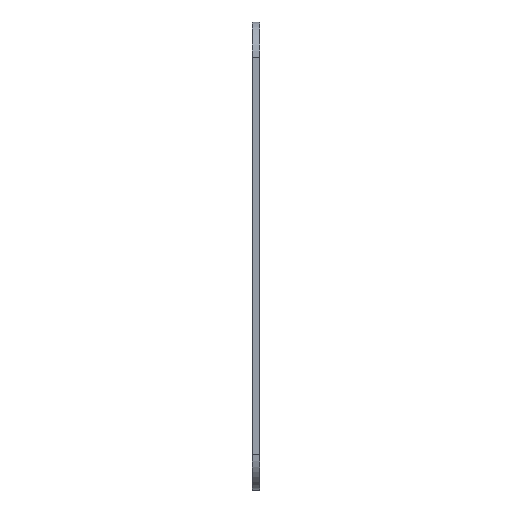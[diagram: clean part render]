
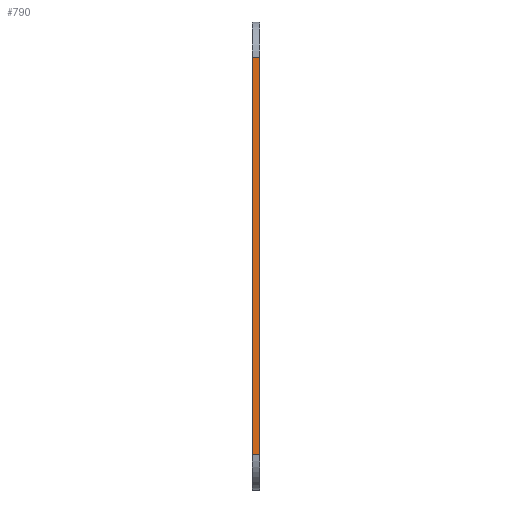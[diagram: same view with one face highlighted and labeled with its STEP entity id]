
A CAD part, left-side view. The second image highlights one B-rep face of the part: STEP entity #790.
In plain terms, the highlighted planar face has unit normal (-1, 0, 0).
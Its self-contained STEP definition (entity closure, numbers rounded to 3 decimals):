
#167 = LINE ( 'NONE', #2093, #2403 ) ;
#241 = DIRECTION ( 'NONE',  ( 0., -1., 0. ) ) ;
#327 = CARTESIAN_POINT ( 'NONE',  ( -200., 3., -85. ) ) ;
#341 = DIRECTION ( 'NONE',  ( 0., 0., -1. ) ) ;
#444 = LINE ( 'NONE', #2241, #502 ) ;
#463 = ORIENTED_EDGE ( 'NONE', *, *, #1814, .T. ) ;
#502 = VECTOR ( 'NONE', #1647, 1000. ) ;
#587 = VERTEX_POINT ( 'NONE', #1293 ) ;
#643 = CARTESIAN_POINT ( 'NONE',  ( -200., 3., 85. ) ) ;
#746 = VERTEX_POINT ( 'NONE', #2200 ) ;
#790 = ADVANCED_FACE ( 'NONE', ( #1270 ), #2025, .F. ) ;
#824 = CARTESIAN_POINT ( 'NONE',  ( -200., 0., 85. ) ) ;
#1082 = DIRECTION ( 'NONE',  ( 1., 0., 0. ) ) ;
#1120 = CARTESIAN_POINT ( 'NONE',  ( -200., 3., 85. ) ) ;
#1154 = DIRECTION ( 'NONE',  ( 0., 0., 1. ) ) ;
#1161 = EDGE_CURVE ( 'NONE', #1899, #2007, #1580, .T. ) ;
#1186 = EDGE_CURVE ( 'NONE', #587, #746, #444, .T. ) ;
#1270 = FACE_OUTER_BOUND ( 'NONE', #1693, .T. ) ;
#1293 = CARTESIAN_POINT ( 'NONE',  ( -200., 3., -85. ) ) ;
#1338 = ORIENTED_EDGE ( 'NONE', *, *, #1161, .F. ) ;
#1446 = AXIS2_PLACEMENT_3D ( 'NONE', #327, #1082, #341 ) ;
#1580 = LINE ( 'NONE', #643, #2121 ) ;
#1627 = LINE ( 'NONE', #1852, #1755 ) ;
#1647 = DIRECTION ( 'NONE',  ( 0., -1., 0. ) ) ;
#1693 = EDGE_LOOP ( 'NONE', ( #463, #1338, #2270, #1749 ) ) ;
#1749 = ORIENTED_EDGE ( 'NONE', *, *, #1186, .T. ) ;
#1755 = VECTOR ( 'NONE', #1811, 1000. ) ;
#1811 = DIRECTION ( 'NONE',  ( 0., 0., 1. ) ) ;
#1814 = EDGE_CURVE ( 'NONE', #746, #2007, #167, .T. ) ;
#1852 = CARTESIAN_POINT ( 'NONE',  ( -200., 3., -85. ) ) ;
#1899 = VERTEX_POINT ( 'NONE', #1120 ) ;
#2007 = VERTEX_POINT ( 'NONE', #824 ) ;
#2025 = PLANE ( 'NONE',  #1446 ) ;
#2093 = CARTESIAN_POINT ( 'NONE',  ( -200., 0., -85. ) ) ;
#2121 = VECTOR ( 'NONE', #241, 1000. ) ;
#2142 = EDGE_CURVE ( 'NONE', #587, #1899, #1627, .T. ) ;
#2200 = CARTESIAN_POINT ( 'NONE',  ( -200., 0., -85. ) ) ;
#2241 = CARTESIAN_POINT ( 'NONE',  ( -200., 3., -85. ) ) ;
#2270 = ORIENTED_EDGE ( 'NONE', *, *, #2142, .F. ) ;
#2403 = VECTOR ( 'NONE', #1154, 1000. ) ;
